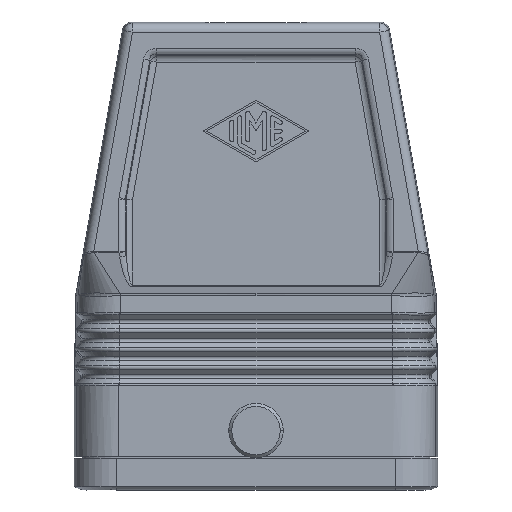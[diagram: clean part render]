
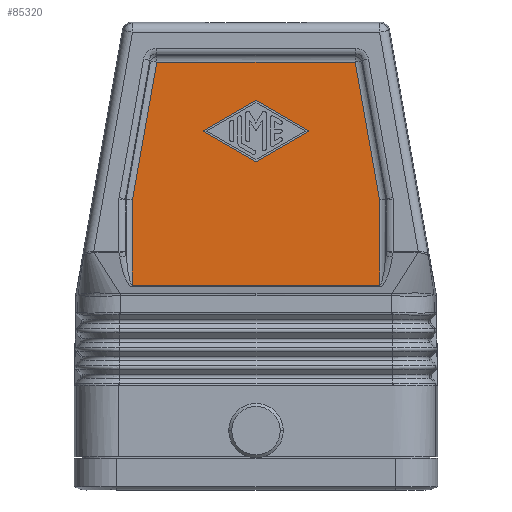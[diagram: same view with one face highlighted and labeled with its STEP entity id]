
A CAD part, left-side view. The second image highlights one B-rep face of the part: STEP entity #85320.
In plain terms, the highlighted planar face has unit normal (-1, 0, 0).
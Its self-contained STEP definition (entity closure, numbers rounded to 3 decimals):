
#84070=CARTESIAN_POINT('',(27.874,64.361,
44.579));
#84080=DIRECTION('',(1.,0.,0.));
#84090=DIRECTION('',(0.,1.,0.));
#84100=AXIS2_PLACEMENT_3D('',#84070,#84080,#84090);
#84110=PLANE('',#84100);
#84120=CARTESIAN_POINT('',(27.874,70.699,12.));
#84130=DIRECTION('',(0.,0.,1.));
#84140=VECTOR('',#84130,1.);
#84150=LINE('',#84120,#84140);
#84160=CARTESIAN_POINT('',(27.874,70.699,
28.587));
#84170=VERTEX_POINT('',#84160);
#84180=CARTESIAN_POINT('',(27.874,70.699,
42.627));
#84190=VERTEX_POINT('',#84180);
#84200=EDGE_CURVE('',#84170,#84190,#84150,.T.);
#84210=ORIENTED_EDGE('',*,*,#84200,.F.);
#84220=CARTESIAN_POINT('',(27.874,76.099,12.));
#84230=DIRECTION('',(0.,-0.174,0.985));
#84240=VECTOR('',#84230,1.);
#84250=LINE('',#84220,#84240);
#84260=CARTESIAN_POINT('',(27.874,66.687,
65.379));
#84270=VERTEX_POINT('',#84260);
#84280=EDGE_CURVE('',#84190,#84270,#84250,.T.);
#84290=ORIENTED_EDGE('',*,*,#84280,.F.);
#84300=CARTESIAN_POINT('',(27.874,0.,65.379));
#84310=DIRECTION('',(0.,-1.,0.));
#84320=VECTOR('',#84310,1.);
#84330=LINE('',#84300,#84320);
#84340=CARTESIAN_POINT('',(27.874,33.933,
65.379));
#84350=VERTEX_POINT('',#84340);
#84360=EDGE_CURVE('',#84270,#84350,#84330,.T.);
#84370=ORIENTED_EDGE('',*,*,#84360,.F.);
#84380=CARTESIAN_POINT('',(27.874,24.521,12.));
#84390=DIRECTION('',(0.,-0.174,
-0.985));
#84400=VECTOR('',#84390,1.);
#84410=LINE('',#84380,#84400);
#84420=CARTESIAN_POINT('',(27.874,29.921,
42.627));
#84430=VERTEX_POINT('',#84420);
#84440=EDGE_CURVE('',#84350,#84430,#84410,.T.);
#84450=ORIENTED_EDGE('',*,*,#84440,.F.);
#84460=CARTESIAN_POINT('',(27.874,29.921,12.));
#84470=DIRECTION('',(0.,0.,-1.));
#84480=VECTOR('',#84470,1.);
#84490=LINE('',#84460,#84480);
#84500=CARTESIAN_POINT('',(27.874,29.921,
28.587));
#84510=VERTEX_POINT('',#84500);
#84520=EDGE_CURVE('',#84430,#84510,#84490,.T.);
#84530=ORIENTED_EDGE('',*,*,#84520,.F.);
#84540=CARTESIAN_POINT('',(27.874,0.,28.587));
#84550=DIRECTION('',(0.,1.,0.));
#84560=VECTOR('',#84550,1.);
#84570=LINE('',#84540,#84560);
#84580=EDGE_CURVE('',#84510,#84170,#84570,.T.);
#84590=ORIENTED_EDGE('',*,*,#84580,.F.);
#84600=EDGE_LOOP('',(#84590,#84530,#84450,#84370,#84290,#84210));
#84610=FACE_OUTER_BOUND('',#84600,.T.);
#84620=CARTESIAN_POINT('',(27.874,0.,20.193));
#84630=DIRECTION('',(0.,-0.868,-0.496));
#84640=VECTOR('',#84630,1.);
#84650=LINE('',#84620,#84640);
#84660=CARTESIAN_POINT('',(27.874,58.892,
53.855));
#84670=VERTEX_POINT('',#84660);
#84680=CARTESIAN_POINT('',(27.874,50.475,
49.044));
#84690=VERTEX_POINT('',#84680);
#84700=EDGE_CURVE('',#84670,#84690,#84650,.T.);
#84710=ORIENTED_EDGE('',*,*,#84700,.F.);
#84720=CARTESIAN_POINT('',(27.874,50.31,49.334));
#84730=DIRECTION('',(-1.,0.,0.));
#84740=DIRECTION('',(0.,-1.,0.));
#84750=AXIS2_PLACEMENT_3D('',#84720,#84730,#84740);
#84760=CIRCLE('',#84750,0.333);
#84770=CARTESIAN_POINT('',(27.874,50.145,
49.044));
#84780=VERTEX_POINT('',#84770);
#84790=EDGE_CURVE('',#84690,#84780,#84760,.T.);
#84800=ORIENTED_EDGE('',*,*,#84790,.F.);
#84810=CARTESIAN_POINT('',(27.874,0.,77.707));
#84820=DIRECTION('',(0.,-0.868,0.496));
#84830=VECTOR('',#84820,1.);
#84840=LINE('',#84810,#84830);
#84850=CARTESIAN_POINT('',(27.874,41.728,
53.855));
#84860=VERTEX_POINT('',#84850);
#84870=EDGE_CURVE('',#84780,#84860,#84840,.T.);
#84880=ORIENTED_EDGE('',*,*,#84870,.F.);
#84890=CARTESIAN_POINT('',(27.874,41.811,54.));
#84900=DIRECTION('',(-1.,0.,0.));
#84910=DIRECTION('',(0.,-1.,0.));
#84920=AXIS2_PLACEMENT_3D('',#84890,#84900,#84910);
#84930=CIRCLE('',#84920,0.167);
#84940=CARTESIAN_POINT('',(27.874,41.728,
54.145));
#84950=VERTEX_POINT('',#84940);
#84960=EDGE_CURVE('',#84860,#84950,#84930,.T.);
#84970=ORIENTED_EDGE('',*,*,#84960,.F.);
#84980=CARTESIAN_POINT('',(27.874,0.,30.293));
#84990=DIRECTION('',(0.,0.868,0.496));
#85000=VECTOR('',#84990,1.);
#85010=LINE('',#84980,#85000);
#85020=CARTESIAN_POINT('',(27.874,50.145,
58.956));
#85030=VERTEX_POINT('',#85020);
#85040=EDGE_CURVE('',#84950,#85030,#85010,.T.);
#85050=ORIENTED_EDGE('',*,*,#85040,.F.);
#85060=CARTESIAN_POINT('',(27.874,50.31,58.666));
#85070=DIRECTION('',(-1.,0.,0.));
#85080=DIRECTION('',(0.,-1.,0.));
#85090=AXIS2_PLACEMENT_3D('',#85060,#85070,#85080);
#85100=CIRCLE('',#85090,0.333);
#85110=CARTESIAN_POINT('',(27.874,50.475,
58.956));
#85120=VERTEX_POINT('',#85110);
#85130=EDGE_CURVE('',#85030,#85120,#85100,.T.);
#85140=ORIENTED_EDGE('',*,*,#85130,.F.);
#85150=CARTESIAN_POINT('',(27.874,0.,87.807));
#85160=DIRECTION('',(0.,0.868,-0.496));
#85170=VECTOR('',#85160,1.);
#85180=LINE('',#85150,#85170);
#85190=CARTESIAN_POINT('',(27.874,58.892,
54.145));
#85200=VERTEX_POINT('',#85190);
#85210=EDGE_CURVE('',#85120,#85200,#85180,.T.);
#85220=ORIENTED_EDGE('',*,*,#85210,.F.);
#85230=CARTESIAN_POINT('',(27.874,58.809,54.));
#85240=DIRECTION('',(-1.,0.,0.));
#85250=DIRECTION('',(0.,-1.,0.));
#85260=AXIS2_PLACEMENT_3D('',#85230,#85240,#85250);
#85270=CIRCLE('',#85260,0.167);
#85280=EDGE_CURVE('',#85200,#84670,#85270,.T.);
#85290=ORIENTED_EDGE('',*,*,#85280,.F.);
#85300=EDGE_LOOP('',(#85290,#85220,#85140,#85050,#84970,#84880,#84800,
#84710));
#85310=FACE_BOUND('',#85300,.T.);
#85320=ADVANCED_FACE('',(#84610,#85310),#84110,.F.);
